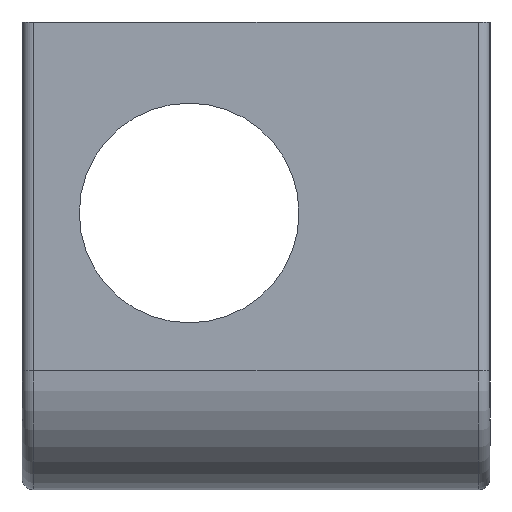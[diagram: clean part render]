
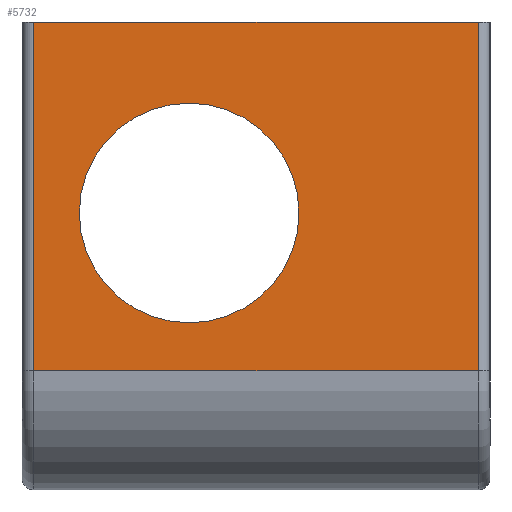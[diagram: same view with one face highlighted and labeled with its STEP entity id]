
A CAD part, left-side view. The second image highlights one B-rep face of the part: STEP entity #5732.
In plain terms, the highlighted planar face has unit normal (-1, 0, 0).
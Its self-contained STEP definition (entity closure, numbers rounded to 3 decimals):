
#330=FACE_BOUND('',#1028,.T.);
#432=PLANE('',#6068);
#690=FACE_OUTER_BOUND('',#1027,.T.);
#1027=EDGE_LOOP('',(#4595,#4596,#4597,#4598));
#1028=EDGE_LOOP('',(#4599));
#1269=LINE('',#7479,#1878);
#1271=LINE('',#7487,#1880);
#1328=LINE('',#7802,#1937);
#1480=LINE('',#8730,#2089);
#1878=VECTOR('',#6346,10.);
#1880=VECTOR('',#6354,10.);
#1937=VECTOR('',#6445,10.);
#2089=VECTOR('',#6727,10.);
#2453=CIRCLE('',#5930,23.);
#2497=VERTEX_POINT('',#7343);
#2540=VERTEX_POINT('',#7469);
#2542=VERTEX_POINT('',#7475);
#2545=VERTEX_POINT('',#7484);
#2546=VERTEX_POINT('',#7486);
#3056=EDGE_CURVE('',#2497,#2497,#2453,.T.);
#3121=EDGE_CURVE('',#2540,#2542,#1269,.T.);
#3124=EDGE_CURVE('',#2545,#2546,#1271,.T.);
#3222=EDGE_CURVE('',#2545,#2542,#1328,.T.);
#3420=EDGE_CURVE('',#2546,#2540,#1480,.T.);
#4595=ORIENTED_EDGE('',*,*,#3121,.F.);
#4596=ORIENTED_EDGE('',*,*,#3420,.F.);
#4597=ORIENTED_EDGE('',*,*,#3124,.F.);
#4598=ORIENTED_EDGE('',*,*,#3222,.T.);
#4599=ORIENTED_EDGE('',*,*,#3056,.T.);
#5732=ADVANCED_FACE('',(#690,#330),#432,.T.);
#5930=AXIS2_PLACEMENT_3D('',#7344,#6203,#6204);
#6068=AXIS2_PLACEMENT_3D('',#8729,#6725,#6726);
#6203=DIRECTION('center_axis',(1.,0.,0.));
#6204=DIRECTION('ref_axis',(0.,-1.,0.));
#6346=DIRECTION('',(0.,0.,1.));
#6354=DIRECTION('',(0.,0.,-1.));
#6445=DIRECTION('',(0.,1.,0.));
#6725=DIRECTION('center_axis',(-1.,0.,0.));
#6726=DIRECTION('ref_axis',(0.,0.,-1.));
#6727=DIRECTION('',(0.,1.,0.));
#7343=CARTESIAN_POINT('',(0.,-32.,60.));
#7344=CARTESIAN_POINT('Origin',(0.,-55.,60.));
#7469=CARTESIAN_POINT('',(0.,-22.5,27.));
#7475=CARTESIAN_POINT('',(0.,-22.5,100.));
#7479=CARTESIAN_POINT('',(0.,-22.5,92.5));
#7484=CARTESIAN_POINT('',(0.,-115.5,100.));
#7486=CARTESIAN_POINT('',(0.,-115.5,27.));
#7487=CARTESIAN_POINT('',(0.,-115.5,92.5));
#7802=CARTESIAN_POINT('',(0.,-65.,100.));
#8729=CARTESIAN_POINT('Origin',(0.,-20.,120.));
#8730=CARTESIAN_POINT('',(0.,-46.5,27.));
